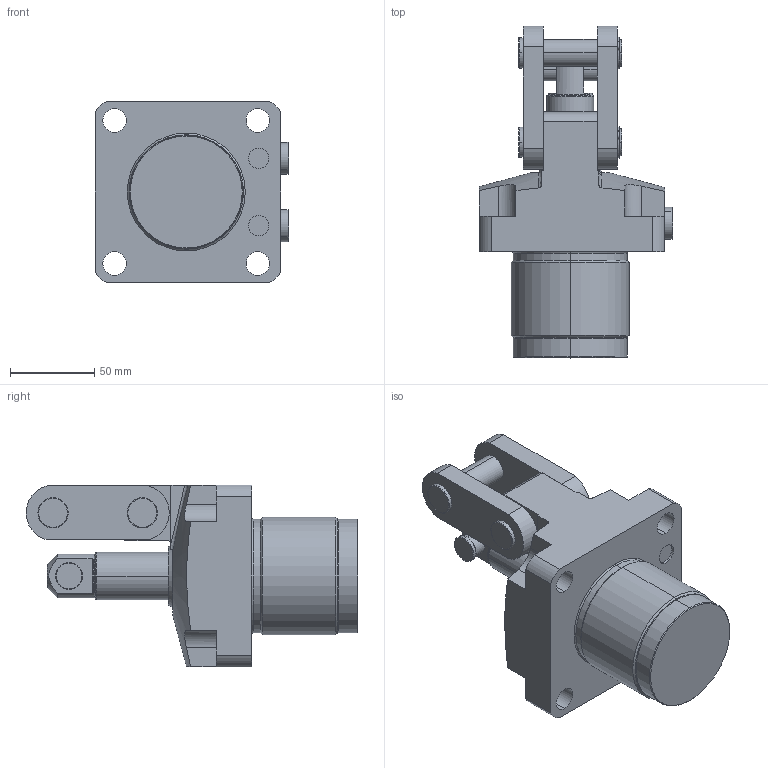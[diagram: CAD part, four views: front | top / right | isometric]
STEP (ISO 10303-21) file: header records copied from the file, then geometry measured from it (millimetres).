
FILE_DESCRIPTION (( 'STEP AP214' ), '1' );
FILE_NAME ('CLW25-L.STEP', '2006-01-10T23:58:59', ( '' ), ( '' ), 'SwSTEP 2.0', 'SolidWorks 2004334', '' );
FILE_SCHEMA (( 'AUTOMOTIVE_DESIGN' ));
Length unit declared in the file: millimetre
Products named in the file (5): CLW25piston_蹬怮椔; CLW25cylinder(俴)_棉太倌; BSPP-G1-4_蹬怮椔; CLW25link_蹬怮椔; CLW25-L
Assembly tree (5 placements, depth 2):
  CLW25-L
    CLW25link_蹬怮椔
    BSPP-G1-4_蹬怮椔  x2
    CLW25cylinder(俴)_棉太倌
    CLW25piston_蹬怮椔
Bounding box: 114.8 x 197 x 108 mm (x, y, z)
Volume: 813405.3 mm3; surface area: 97546 mm2
Topology: 5 solids, 5 shells, 286 faces, 686 edges, 438 vertices
Faces by surface type: cylinder 129, plane 105, cone 26, torus 24, bspline 2
Entity records: 9416 total; most frequent: CARTESIAN_POINT 2842, DIRECTION 1446, ORIENTED_EDGE 1280, EDGE_CURVE 640, AXIS2_PLACEMENT_3D 578, VERTEX_POINT 410, CIRCLE 308, EDGE_LOOP 306
